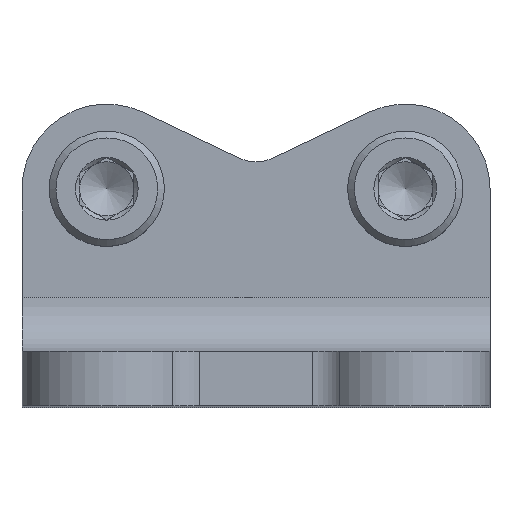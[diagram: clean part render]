
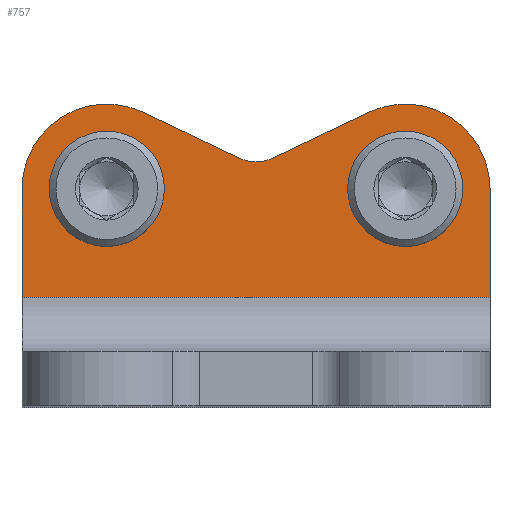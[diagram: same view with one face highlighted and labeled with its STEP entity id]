
A CAD part, top view. The second image highlights one B-rep face of the part: STEP entity #757.
In plain terms, the highlighted face is planar.
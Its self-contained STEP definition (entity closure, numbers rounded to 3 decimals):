
#89=CIRCLE('',#843,2.75);
#90=CIRCLE('',#844,2.75);
#91=CIRCLE('',#845,6.25);
#92=CIRCLE('',#846,3.);
#93=CIRCLE('',#847,6.25);
#152=ORIENTED_EDGE('',*,*,#350,.T.);
#153=ORIENTED_EDGE('',*,*,#351,.T.);
#154=ORIENTED_EDGE('',*,*,#352,.F.);
#155=ORIENTED_EDGE('',*,*,#353,.T.);
#156=ORIENTED_EDGE('',*,*,#354,.T.);
#157=ORIENTED_EDGE('',*,*,#355,.T.);
#158=ORIENTED_EDGE('',*,*,#356,.F.);
#159=ORIENTED_EDGE('',*,*,#330,.F.);
#160=ORIENTED_EDGE('',*,*,#357,.T.);
#161=ORIENTED_EDGE('',*,*,#339,.T.);
#330=EDGE_CURVE('',#430,#431,#496,.T.);
#339=EDGE_CURVE('',#440,#439,#503,.T.);
#350=EDGE_CURVE('',#448,#448,#89,.T.);
#351=EDGE_CURVE('',#449,#449,#90,.T.);
#352=EDGE_CURVE('',#450,#439,#91,.T.);
#353=EDGE_CURVE('',#450,#451,#508,.T.);
#354=EDGE_CURVE('',#451,#452,#92,.T.);
#355=EDGE_CURVE('',#452,#453,#509,.T.);
#356=EDGE_CURVE('',#431,#453,#93,.T.);
#357=EDGE_CURVE('',#430,#440,#510,.T.);
#430=VERTEX_POINT('',#1196);
#431=VERTEX_POINT('',#1198);
#439=VERTEX_POINT('',#1215);
#440=VERTEX_POINT('',#1217);
#448=VERTEX_POINT('',#1238);
#449=VERTEX_POINT('',#1240);
#450=VERTEX_POINT('',#1242);
#451=VERTEX_POINT('',#1244);
#452=VERTEX_POINT('',#1246);
#453=VERTEX_POINT('',#1248);
#496=LINE('',#1197,#544);
#503=LINE('',#1216,#551);
#508=LINE('',#1243,#556);
#509=LINE('',#1247,#557);
#510=LINE('',#1250,#558);
#544=VECTOR('',#941,1000.);
#551=VECTOR('',#954,1000.);
#556=VECTOR('',#981,1000.);
#557=VECTOR('',#984,1000.);
#558=VECTOR('',#987,1000.);
#594=EDGE_LOOP('',(#152));
#595=EDGE_LOOP('',(#153));
#596=EDGE_LOOP('',(#154,#155,#156,#157,#158,#159,#160,#161));
#664=FACE_BOUND('',#594,.T.);
#665=FACE_BOUND('',#595,.T.);
#666=FACE_BOUND('',#596,.T.);
#733=PLANE('',#842);
#757=ADVANCED_FACE('',(#664,#665,#666),#733,.F.);
#842=AXIS2_PLACEMENT_3D('',#1236,#973,#974);
#843=AXIS2_PLACEMENT_3D('',#1237,#975,#976);
#844=AXIS2_PLACEMENT_3D('',#1239,#977,#978);
#845=AXIS2_PLACEMENT_3D('',#1241,#979,#980);
#846=AXIS2_PLACEMENT_3D('',#1245,#982,#983);
#847=AXIS2_PLACEMENT_3D('',#1249,#985,#986);
#941=DIRECTION('',(0.,1.,0.));
#954=DIRECTION('',(0.,1.,0.));
#973=DIRECTION('',(0.,0.,1.));
#974=DIRECTION('',(1.,0.,0.));
#975=DIRECTION('',(0.,0.,1.));
#976=DIRECTION('',(1.,0.,0.));
#977=DIRECTION('',(0.,0.,1.));
#978=DIRECTION('',(1.,0.,0.));
#979=DIRECTION('',(0.,0.,1.));
#980=DIRECTION('',(1.,0.,0.));
#981=DIRECTION('',(0.903,-0.431,0.));
#982=DIRECTION('',(0.,0.,1.));
#983=DIRECTION('',(1.,0.,0.));
#984=DIRECTION('',(0.903,0.431,0.));
#985=DIRECTION('',(0.,0.,1.));
#986=DIRECTION('',(1.,0.,0.));
#987=DIRECTION('',(-1.,0.,0.));
#1196=CARTESIAN_POINT('',(17.25,8.,-4.));
#1197=CARTESIAN_POINT('',(17.25,8.,-4.));
#1198=CARTESIAN_POINT('',(17.25,16.,-4.));
#1215=CARTESIAN_POINT('',(-17.25,16.,-4.));
#1216=CARTESIAN_POINT('',(-17.25,8.,-4.));
#1217=CARTESIAN_POINT('',(-17.25,8.,-4.));
#1236=CARTESIAN_POINT('',(17.25,8.,-4.));
#1237=CARTESIAN_POINT('',(-11.,16.,-4.));
#1238=CARTESIAN_POINT('',(-8.25,16.,-4.));
#1239=CARTESIAN_POINT('',(11.,16.,-4.));
#1240=CARTESIAN_POINT('',(13.75,16.,-4.));
#1241=CARTESIAN_POINT('',(-11.,16.,-4.));
#1242=CARTESIAN_POINT('',(-8.308,21.641,-4.));
#1243=CARTESIAN_POINT('',(17.811,9.176,-4.));
#1244=CARTESIAN_POINT('',(-1.292,18.292,-4.));
#1245=CARTESIAN_POINT('',(0.,21.,-4.));
#1246=CARTESIAN_POINT('',(1.292,18.292,-4.));
#1247=CARTESIAN_POINT('',(10.289,22.586,-4.));
#1248=CARTESIAN_POINT('',(8.308,21.641,-4.));
#1249=CARTESIAN_POINT('',(11.,16.,-4.));
#1250=CARTESIAN_POINT('',(17.25,8.,-4.));
